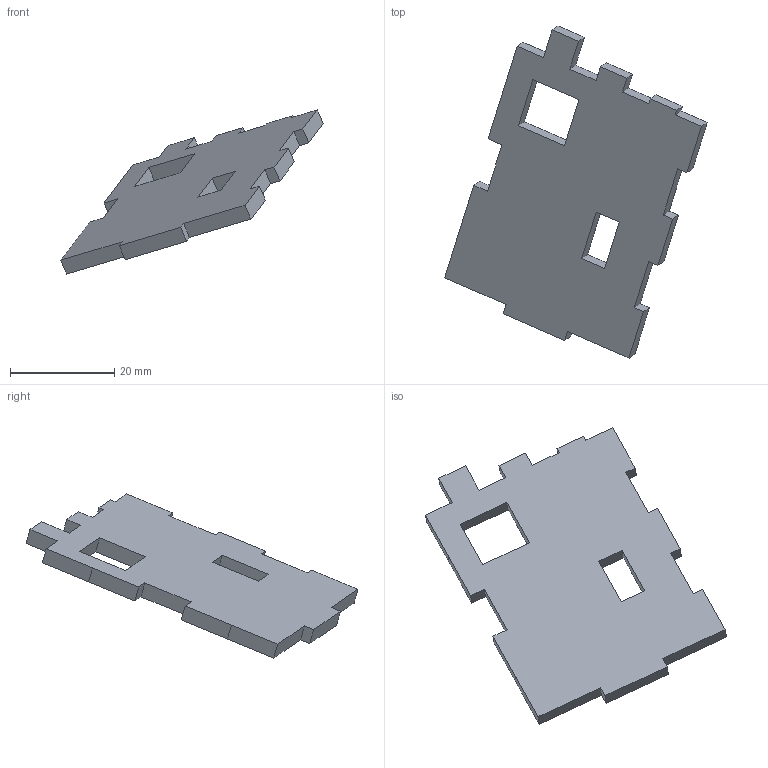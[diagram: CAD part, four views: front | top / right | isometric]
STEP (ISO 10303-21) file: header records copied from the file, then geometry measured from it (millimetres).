
FILE_DESCRIPTION(('HOOPS Exchange Step'),'2;1');
FILE_NAME('KCBox.stp','2025-12-11T15:41:40-05:00',('jdm'),('Unknown organisation'),'HOOPS Exchange 2024.2','HOOPS Exchange','Unknown authorisation');
FILE_SCHEMA( ('AP203_CONFIGURATION_CONTROLLED_3D_DESIGN_OF_MECHANICAL_PARTS_AND_ASSEMBLIES_MIM_LF') );
Length unit declared in the file: millimetre
Products named in the file (1): root
Bounding box: 50.4 x 63.7 x 31.52 mm (x, y, z)
Volume: 5591.4 mm3; surface area: 4591.6 mm2
Topology: 1 solids, 1 shells, 44 faces, 126 edges, 84 vertices
Faces by surface type: plane 44
Entity records: 1433 total; most frequent: CARTESIAN_POINT 257, ORIENTED_EDGE 252, DIRECTION 214, EDGE_CURVE 126, VECTOR 124, LINE 124, VERTEX_POINT 84, EDGE_LOOP 48
